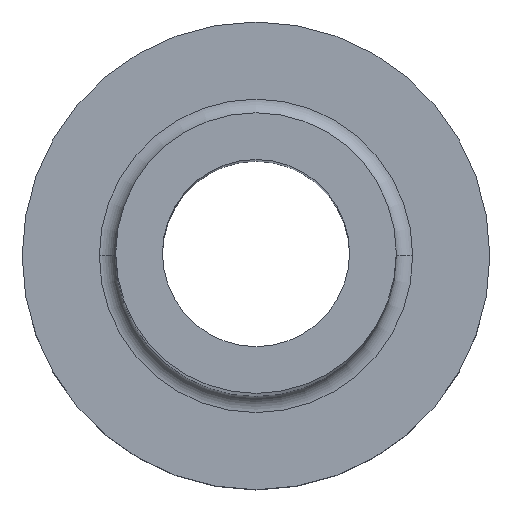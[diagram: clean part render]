
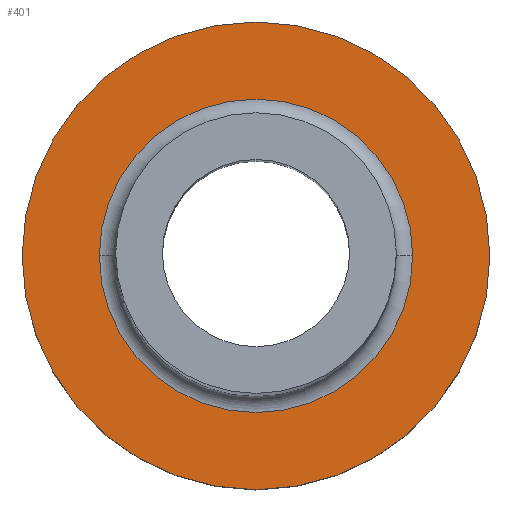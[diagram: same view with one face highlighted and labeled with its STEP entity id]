
A CAD part, top view. The second image highlights one B-rep face of the part: STEP entity #401.
In plain terms, the highlighted planar face has unit normal (0, 0, 1).
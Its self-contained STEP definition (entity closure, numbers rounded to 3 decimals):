
#2 = EDGE_CURVE ( 'NONE', #281, #367, #278, .T. ) ;
#7 = DIRECTION ( 'NONE',  ( 0., 0., 1. ) ) ;
#54 = EDGE_CURVE ( 'NONE', #157, #244, #385, .T. ) ;
#72 = AXIS2_PLACEMENT_3D ( 'NONE', #395, #73, #346 ) ;
#73 = DIRECTION ( 'NONE',  ( 0., 0., -1. ) ) ;
#90 = CARTESIAN_POINT ( 'NONE',  ( -10., 0., 7. ) ) ;
#101 = AXIS2_PLACEMENT_3D ( 'NONE', #158, #304, #163 ) ;
#108 = CARTESIAN_POINT ( 'NONE',  ( 0., 0., 7. ) ) ;
#122 = ORIENTED_EDGE ( 'NONE', *, *, #54, .T. ) ;
#135 = ORIENTED_EDGE ( 'NONE', *, *, #370, .T. ) ;
#150 = CIRCLE ( 'NONE', #427, 6.7 ) ;
#157 = VERTEX_POINT ( 'NONE', #327 ) ;
#158 = CARTESIAN_POINT ( 'NONE',  ( 0., 0., 7. ) ) ;
#163 = DIRECTION ( 'NONE',  ( 1., 0., 0. ) ) ;
#169 = FACE_OUTER_BOUND ( 'NONE', #448, .T. ) ;
#178 = ORIENTED_EDGE ( 'NONE', *, *, #2, .T. ) ;
#181 = DIRECTION ( 'NONE',  ( 0., 0., 1. ) ) ;
#205 = CARTESIAN_POINT ( 'NONE',  ( 0., 0., 7. ) ) ;
#209 = EDGE_CURVE ( 'NONE', #244, #157, #254, .T. ) ;
#215 = FACE_BOUND ( 'NONE', #267, .T. ) ;
#226 = CARTESIAN_POINT ( 'NONE',  ( 0., 0., 7. ) ) ;
#244 = VERTEX_POINT ( 'NONE', #90 ) ;
#250 = CARTESIAN_POINT ( 'NONE',  ( -6.7, 0., 7. ) ) ;
#254 = CIRCLE ( 'NONE', #101, 10. ) ;
#267 = EDGE_LOOP ( 'NONE', ( #178, #135 ) ) ;
#268 = AXIS2_PLACEMENT_3D ( 'NONE', #108, #181, #399 ) ;
#276 = DIRECTION ( 'NONE',  ( 0., 0., -1. ) ) ;
#278 = CIRCLE ( 'NONE', #72, 6.7 ) ;
#281 = VERTEX_POINT ( 'NONE', #454 ) ;
#304 = DIRECTION ( 'NONE',  ( 0., 0., 1. ) ) ;
#327 = CARTESIAN_POINT ( 'NONE',  ( 10., 0., 7. ) ) ;
#331 = PLANE ( 'NONE',  #268 ) ;
#336 = AXIS2_PLACEMENT_3D ( 'NONE', #226, #7, #363 ) ;
#346 = DIRECTION ( 'NONE',  ( 1., 0., 0. ) ) ;
#363 = DIRECTION ( 'NONE',  ( 1., 0., 0. ) ) ;
#367 = VERTEX_POINT ( 'NONE', #250 ) ;
#370 = EDGE_CURVE ( 'NONE', #367, #281, #150, .T. ) ;
#385 = CIRCLE ( 'NONE', #336, 10. ) ;
#395 = CARTESIAN_POINT ( 'NONE',  ( 0., 0., 7. ) ) ;
#399 = DIRECTION ( 'NONE',  ( 1., 0., 0. ) ) ;
#401 = ADVANCED_FACE ( 'NONE', ( #215, #169 ), #331, .T. ) ;
#423 = DIRECTION ( 'NONE',  ( 1., 0., 0. ) ) ;
#427 = AXIS2_PLACEMENT_3D ( 'NONE', #205, #276, #423 ) ;
#448 = EDGE_LOOP ( 'NONE', ( #459, #122 ) ) ;
#454 = CARTESIAN_POINT ( 'NONE',  ( 6.7, 0., 7. ) ) ;
#459 = ORIENTED_EDGE ( 'NONE', *, *, #209, .T. ) ;
